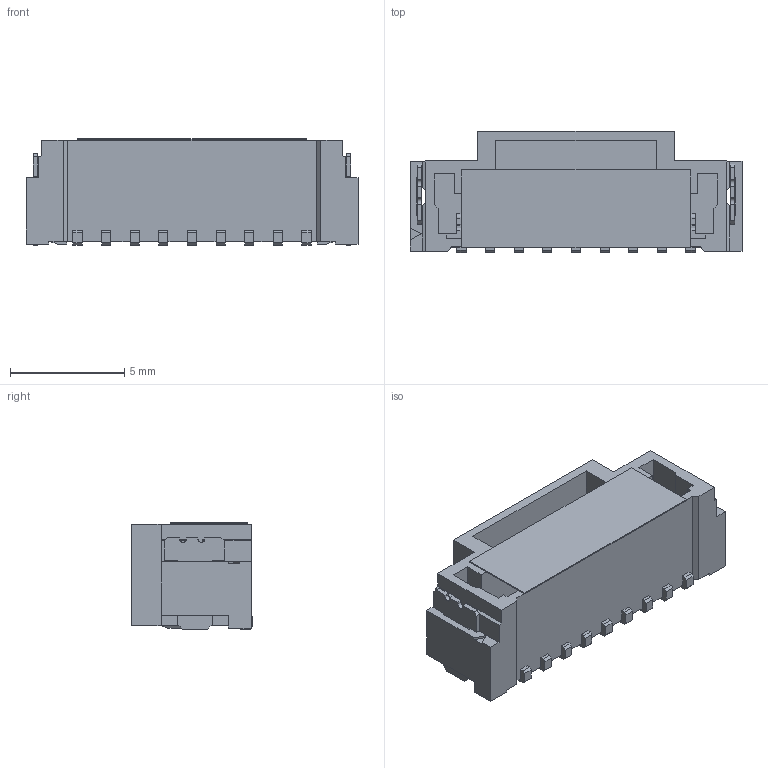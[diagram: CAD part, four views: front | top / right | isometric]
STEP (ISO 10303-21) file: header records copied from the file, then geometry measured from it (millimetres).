
FILE_DESCRIPTION((''),'2;1');
FILE_NAME('2059570971','2019-11-06T',('gga'),(''),'PRO/ENGINEER BY PARAMETRIC TECHNOLOGY CORPORATION, 2016010','PRO/ENGINEER BY PARAMETRIC TECHNOLOGY CORPORATION, 2016010','');
FILE_SCHEMA(('CONFIG_CONTROL_DESIGN'));
Length unit declared in the file: millimetre
Products named in the file (1): 2059570971
Bounding box: 14.5 x 5.3 x 4.65 mm (x, y, z)
Volume: 183 mm3; surface area: 627.3 mm2
Topology: 2 solids, 2 shells, 443 faces, 1382 edges, 914 vertices
Faces by surface type: plane 403, cylinder 40
Entity records: 15110 total; most frequent: CARTESIAN_POINT 2696, ORIENTED_EDGE 2676, DIRECTION 2368, EDGE_CURVE 1338, VECTOR 1284, LINE 1284, VERTEX_POINT 870, AXIS2_PLACEMENT_3D 542
